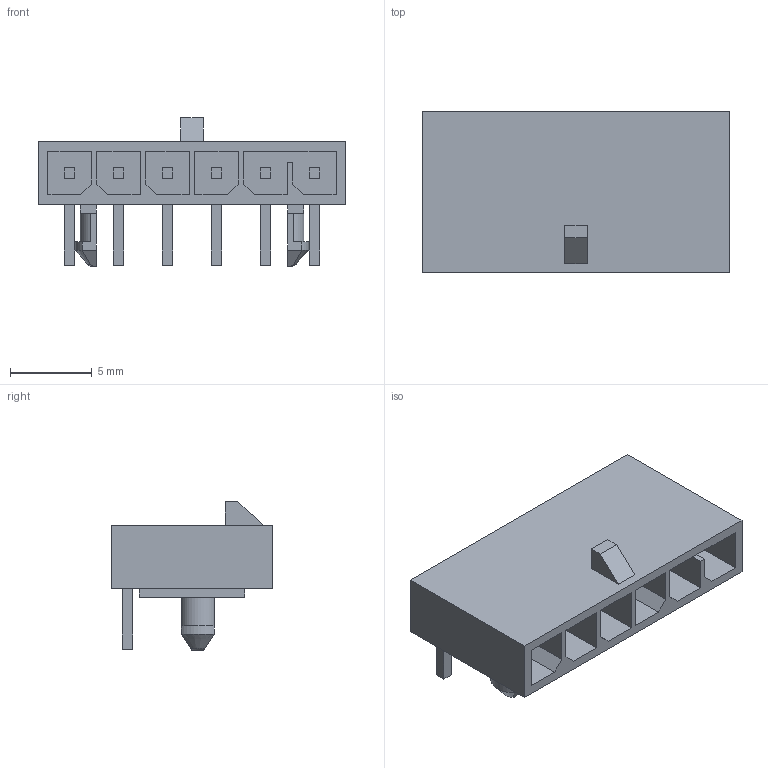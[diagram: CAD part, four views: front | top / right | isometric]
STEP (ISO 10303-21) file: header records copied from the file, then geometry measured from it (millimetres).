
FILE_DESCRIPTION(/* description */ (''),/* implementation_level */ '2;1');
FILE_NAME(/* name */ '2157602006wbm000_01_214.stp',/* time_stamp */ '2021-12-22T19:07:18+06:00',/* author */ (''),/* organization */ (''),/* preprocessor_version */ 'ST-DEVELOPER v16.7',/* originating_system */ 'SIEMENS PLM Software NX 1919',/* authorisation */ '');
FILE_SCHEMA (('AUTOMOTIVE_DESIGN { 1 0 10303 214 3 1 1 1 }'));
Length unit declared in the file: millimetre
Products named in the file (1): 2157602006wbm000_01
Bounding box: 18.85 x 9.91 x 9.12 mm (x, y, z)
Volume: 489.8 mm3; surface area: 1173.5 mm2
Topology: 1 solids, 1 shells, 136 faces, 336 edges, 222 vertices
Faces by surface type: plane 128, cylinder 4, cone 2, torus 2
Entity records: 4068 total; most frequent: CARTESIAN_POINT 815, ORIENTED_EDGE 672, DIRECTION 612, EDGE_CURVE 336, LINE 314, VECTOR 314, VERTEX_POINT 222, EDGE_LOOP 156
